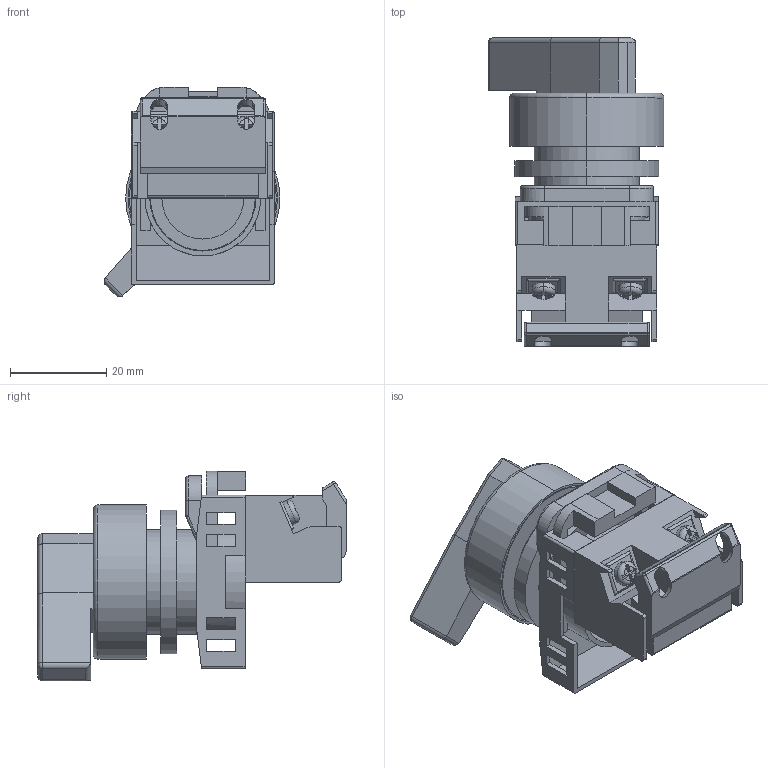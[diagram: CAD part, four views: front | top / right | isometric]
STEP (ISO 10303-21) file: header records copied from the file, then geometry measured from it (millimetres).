
FILE_DESCRIPTION (( 'STEP AP214' ), '1' );
FILE_NAME ('AR22WR-210BZA.step', '2017-08-28T21:15:58', ( '' ), ( '' ), 'SwSTEP 2.0', 'SolidWorks 2017', '' );
FILE_SCHEMA (( 'AUTOMOTIVE_DESIGN' ));
Length unit declared in the file: millimetre
Products named in the file (1): AR22WR-210BZA
Bounding box: 36.49 x 64 x 43.49 mm (x, y, z)
Volume: 30260.2 mm3; surface area: 20554.4 mm2
Topology: 12 solids, 12 shells, 327 faces, 869 edges, 562 vertices
Faces by surface type: plane 222, cylinder 84, torus 9, sphere 7, bspline 5
Entity records: 10762 total; most frequent: CARTESIAN_POINT 2558, ORIENTED_EDGE 1730, DIRECTION 1534, EDGE_CURVE 865, LINE 616, VECTOR 616, VERTEX_POINT 562, AXIS2_PLACEMENT_3D 459
